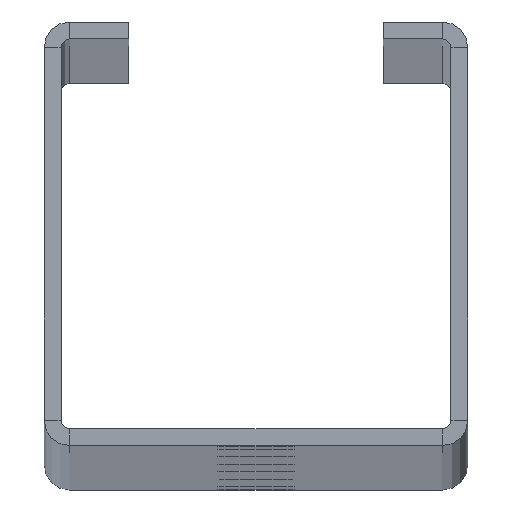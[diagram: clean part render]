
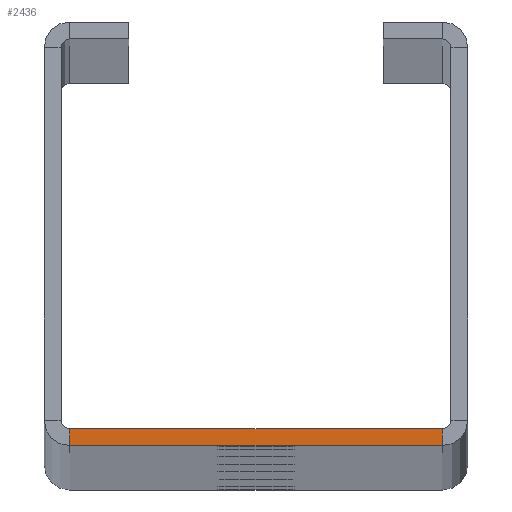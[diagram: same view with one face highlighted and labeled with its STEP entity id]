
A CAD part, top view. The second image highlights one B-rep face of the part: STEP entity #2436.
In plain terms, the highlighted planar face has unit normal (0, 0, 1).
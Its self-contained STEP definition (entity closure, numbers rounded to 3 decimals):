
#422=DIRECTION('',(0.,1.,0.));
#423=VECTOR('',#422,2.);
#424=CARTESIAN_POINT('',(22.,0.,1500.));
#425=LINE('',#424,#423);
#426=DIRECTION('',(1.,0.,0.));
#427=VECTOR('',#426,44.);
#428=CARTESIAN_POINT('',(-22.,0.,1500.));
#429=LINE('',#428,#427);
#430=DIRECTION('',(0.,1.,0.));
#431=VECTOR('',#430,2.);
#432=CARTESIAN_POINT('',(-22.,0.,1500.));
#433=LINE('',#432,#431);
#434=DIRECTION('',(1.,0.,0.));
#435=VECTOR('',#434,44.);
#436=CARTESIAN_POINT('',(-22.,2.,1500.));
#437=LINE('',#436,#435);
#1598=CARTESIAN_POINT('',(-22.,0.,1500.));
#1599=CARTESIAN_POINT('',(22.,0.,1500.));
#1600=VERTEX_POINT('',#1598);
#1601=VERTEX_POINT('',#1599);
#1638=CARTESIAN_POINT('',(-22.,2.,1500.));
#1639=CARTESIAN_POINT('',(22.,2.,1500.));
#1640=VERTEX_POINT('',#1638);
#1641=VERTEX_POINT('',#1639);
#2422=CARTESIAN_POINT('',(0.,1.,1500.));
#2423=DIRECTION('',(0.,0.,-1.));
#2424=DIRECTION('',(1.,0.,0.));
#2425=AXIS2_PLACEMENT_3D('',#2422,#2423,#2424);
#2426=PLANE('',#2425);
#2428=ORIENTED_EDGE('',*,*,#2427,.F.);
#2430=ORIENTED_EDGE('',*,*,#2429,.T.);
#2432=ORIENTED_EDGE('',*,*,#2431,.T.);
#2433=ORIENTED_EDGE('',*,*,#2414,.F.);
#2434=EDGE_LOOP('',(#2428,#2430,#2432,#2433));
#2435=FACE_OUTER_BOUND('',#2434,.F.);
#2436=ADVANCED_FACE('',(#2435),#2426,.F.);
#2414=EDGE_CURVE('',#1601,#1641,#425,.T.);
#2427=EDGE_CURVE('',#1600,#1601,#429,.T.);
#2429=EDGE_CURVE('',#1600,#1640,#433,.T.);
#2431=EDGE_CURVE('',#1640,#1641,#437,.T.);
